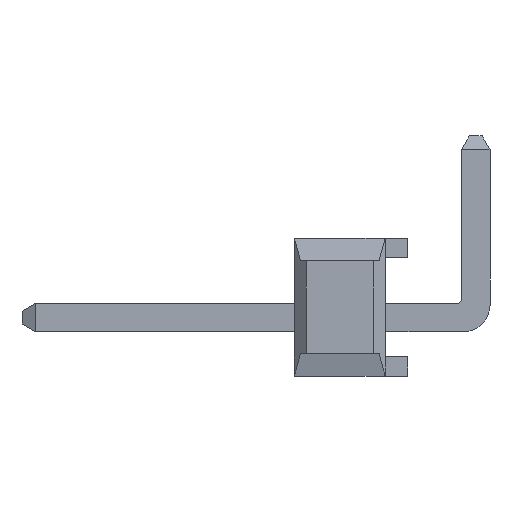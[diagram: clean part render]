
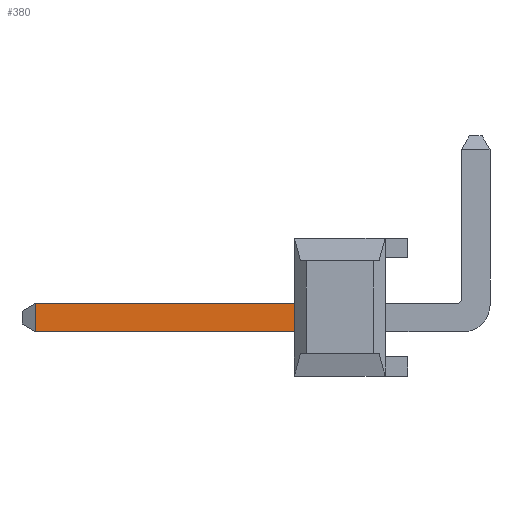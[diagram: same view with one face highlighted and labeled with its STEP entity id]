
A CAD part, left-side view. The second image highlights one B-rep face of the part: STEP entity #380.
In plain terms, the highlighted planar face has unit normal (-1, 0, 0).
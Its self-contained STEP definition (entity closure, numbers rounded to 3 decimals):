
#263 = EDGE_CURVE ( 'NONE', #387, #385, #4580, .T. ) ;
#305 = EDGE_CURVE ( 'NONE', #385, #474, #4728, .T. ) ;
#306 = VERTEX_POINT ( 'NONE', #4723 ) ;
#309 = EDGE_CURVE ( 'NONE', #520, #306, #4764, .T. ) ;
#320 = ORIENTED_EDGE ( 'NONE', *, *, #512, .T. ) ;
#331 = ORIENTED_EDGE ( 'NONE', *, *, #309, .T. ) ;
#336 = ORIENTED_EDGE ( 'NONE', *, *, #527, .T. ) ;
#379 = ORIENTED_EDGE ( 'NONE', *, *, #263, .T. ) ;
#380 = ADVANCED_FACE ( 'NONE', ( #4935 ), #4934, .T. ) ;
#383 = ORIENTED_EDGE ( 'NONE', *, *, #305, .T. ) ;
#385 = VERTEX_POINT ( 'NONE', #4964 ) ;
#386 = EDGE_LOOP ( 'NONE', ( #379, #383, #320, #336, #331, #15684 ) ) ;
#387 = VERTEX_POINT ( 'NONE', #4937 ) ;
#406 = VERTEX_POINT ( 'NONE', #5001 ) ;
#474 = VERTEX_POINT ( 'NONE', #5162 ) ;
#512 = EDGE_CURVE ( 'NONE', #474, #406, #4130, .T. ) ;
#520 = VERTEX_POINT ( 'NONE', #5322 ) ;
#527 = EDGE_CURVE ( 'NONE', #406, #520, #5345, .T. ) ;
#4129 = CARTESIAN_POINT ( 'NONE',  ( -11.748, 8.64, -0.151 ) ) ;
#4130 = LINE ( 'NONE', #4129, #4283 ) ;
#4282 = DIRECTION ( 'NONE',  ( 0., 1., 0. ) ) ;
#4283 = VECTOR ( 'NONE', #4282, 1000. ) ;
#4577 = DIRECTION ( 'NONE',  ( 0., 0., 1. ) ) ;
#4578 = VECTOR ( 'NONE', #4577, 1000. ) ;
#4579 = CARTESIAN_POINT ( 'NONE',  ( -11.748, 2.173, -0.151 ) ) ;
#4580 = LINE ( 'NONE', #4579, #4578 ) ;
#4715 = DIRECTION ( 'NONE',  ( 0., 0.731, 0.682 ) ) ;
#4716 = VECTOR ( 'NONE', #4715, 1000. ) ;
#4717 = CARTESIAN_POINT ( 'NONE',  ( -11.748, 2.173, -0.152 ) ) ;
#4723 = CARTESIAN_POINT ( 'NONE',  ( -11.748, 2.175, -0.789 ) ) ;
#4728 = LINE ( 'NONE', #4717, #4716 ) ;
#4761 = DIRECTION ( 'NONE',  ( 0., -1., 0. ) ) ;
#4762 = VECTOR ( 'NONE', #4761, 1000. ) ;
#4763 = CARTESIAN_POINT ( 'NONE',  ( -11.748, 8.64, -0.789 ) ) ;
#4764 = LINE ( 'NONE', #4763, #4762 ) ;
#4934 = PLANE ( 'NONE',  #4960 ) ;
#4935 = FACE_OUTER_BOUND ( 'NONE', #386, .T. ) ;
#4937 = CARTESIAN_POINT ( 'NONE',  ( -11.748, 2.173, -0.788 ) ) ;
#4957 = DIRECTION ( 'NONE',  ( 0., -1., 0. ) ) ;
#4958 = DIRECTION ( 'NONE',  ( -1., 0., 0. ) ) ;
#4959 = CARTESIAN_POINT ( 'NONE',  ( -11.748, 8.64, -0.151 ) ) ;
#4960 = AXIS2_PLACEMENT_3D ( 'NONE', #4959, #4958, #4957 ) ;
#4964 = CARTESIAN_POINT ( 'NONE',  ( -11.748, 2.173, -0.152 ) ) ;
#5001 = CARTESIAN_POINT ( 'NONE',  ( -11.748, 8.335, -0.151 ) ) ;
#5162 = CARTESIAN_POINT ( 'NONE',  ( -11.748, 2.175, -0.151 ) ) ;
#5322 = CARTESIAN_POINT ( 'NONE',  ( -11.748, 8.335, -0.789 ) ) ;
#5345 = LINE ( 'NONE', #5391, #5390 ) ;
#5389 = DIRECTION ( 'NONE',  ( 0., 0., -1. ) ) ;
#5390 = VECTOR ( 'NONE', #5389, 1000. ) ;
#5391 = CARTESIAN_POINT ( 'NONE',  ( -11.748, 8.335, -0.151 ) ) ;
#14923 = CARTESIAN_POINT ( 'NONE',  ( -11.748, 2.175, -0.789 ) ) ;
#14924 = LINE ( 'NONE', #14923, #14968 ) ;
#14967 = DIRECTION ( 'NONE',  ( 0., -0.731, 0.682 ) ) ;
#14968 = VECTOR ( 'NONE', #14967, 1000. ) ;
#15659 = EDGE_CURVE ( 'NONE', #306, #387, #14924, .T. ) ;
#15684 = ORIENTED_EDGE ( 'NONE', *, *, #15659, .T. ) ;
